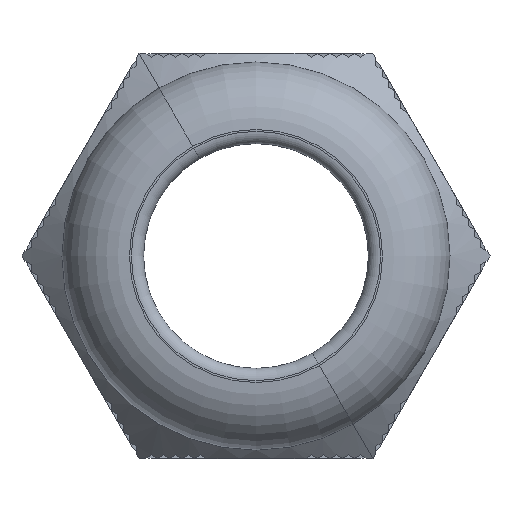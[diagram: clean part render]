
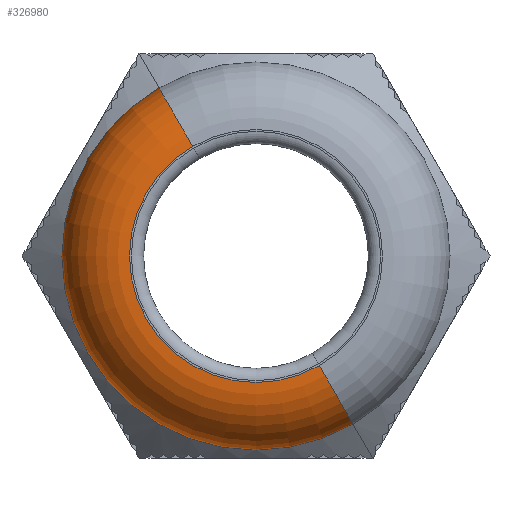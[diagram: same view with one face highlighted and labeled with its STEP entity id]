
A CAD part, left-side view. The second image highlights one B-rep face of the part: STEP entity #326980.
In plain terms, the highlighted toroidal (fillet/blend) face has major radius 10.3 mm and minor radius 5.5 mm.
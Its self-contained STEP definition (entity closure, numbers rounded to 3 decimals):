
#324290=CARTESIAN_POINT('',(-17.,0.,-15.8));
#324300=VERTEX_POINT('',#324290);
#324330=CARTESIAN_POINT('',(-17.,0.,0.));
#324340=DIRECTION('',(1.,0.,0.));
#324350=DIRECTION('',(0.,0.,-1.));
#324360=AXIS2_PLACEMENT_3D('',#324330,#324340,#324350);
#324370=CIRCLE('',#324360,15.8);
#324380=CARTESIAN_POINT('',(-17.,-15.8,0.));
#324390=VERTEX_POINT('',#324380);
#324400=EDGE_CURVE('',#324390,#324300,#324370,.T.);
#326610=CARTESIAN_POINT('',(-17.,0.,0.));
#326620=DIRECTION('',(1.,0.,0.));
#326630=DIRECTION('',(0.,-1.,0.));
#326640=AXIS2_PLACEMENT_3D('',#326610,#326620,#326630);
#326650=TOROIDAL_SURFACE('',#326640,10.3,5.5);
#326660=CARTESIAN_POINT('',(-17.,15.8,0.));
#326670=VERTEX_POINT('',#326660);
#326680=EDGE_CURVE('',#324300,#326670,#324370,.T.);
#326690=ORIENTED_EDGE('',*,*,#326680,.F.);
#326700=CARTESIAN_POINT('',(-17.,10.3,0.));
#326710=DIRECTION('',(0.,0.,1.));
#326720=DIRECTION('',(-1.,-0.,0.));
#326730=AXIS2_PLACEMENT_3D('',#326700,#326710,#326720);
#326740=CIRCLE('',#326730,5.5);
#326750=CARTESIAN_POINT('',(-22.5,10.3,0.));
#326760=VERTEX_POINT('',#326750);
#326770=EDGE_CURVE('',#326670,#326760,#326740,.T.);
#326780=ORIENTED_EDGE('',*,*,#326770,.F.);
#326790=CARTESIAN_POINT('',(-22.5,0.,0.));
#326800=DIRECTION('',(1.,0.,0.));
#326810=DIRECTION('',(0.,0.,-1.));
#326820=AXIS2_PLACEMENT_3D('',#326790,#326800,#326810);
#326830=CIRCLE('',#326820,10.3);
#326840=CARTESIAN_POINT('',(-22.5,-10.3,0.));
#326850=VERTEX_POINT('',#326840);
#326860=EDGE_CURVE('',#326850,#326760,#326830,.T.);
#326870=ORIENTED_EDGE('',*,*,#326860,.T.);
#326880=CARTESIAN_POINT('',(-17.,-10.3,0.));
#326890=DIRECTION('',(0.,0.,-1.));
#326900=DIRECTION('',(-1.,0.,0.));
#326910=AXIS2_PLACEMENT_3D('',#326880,#326890,#326900);
#326920=CIRCLE('',#326910,5.5);
#326930=EDGE_CURVE('',#324390,#326850,#326920,.T.);
#326940=ORIENTED_EDGE('',*,*,#326930,.T.);
#326950=ORIENTED_EDGE('',*,*,#324400,.F.);
#326960=EDGE_LOOP('',(#326950,#326940,#326870,#326780,#326690));
#326970=FACE_OUTER_BOUND('',#326960,.T.);
#326980=ADVANCED_FACE('',(#326970),#326650,.T.);
